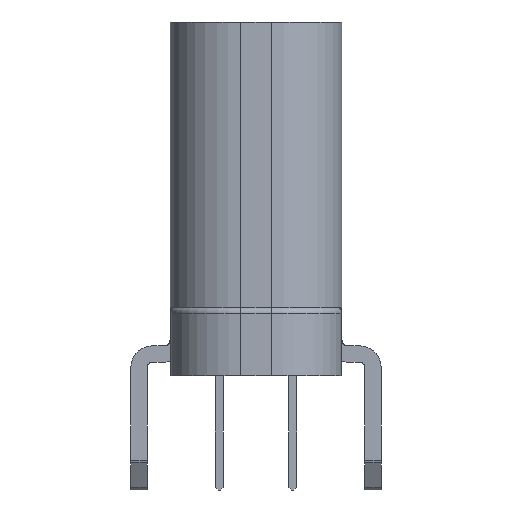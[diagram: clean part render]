
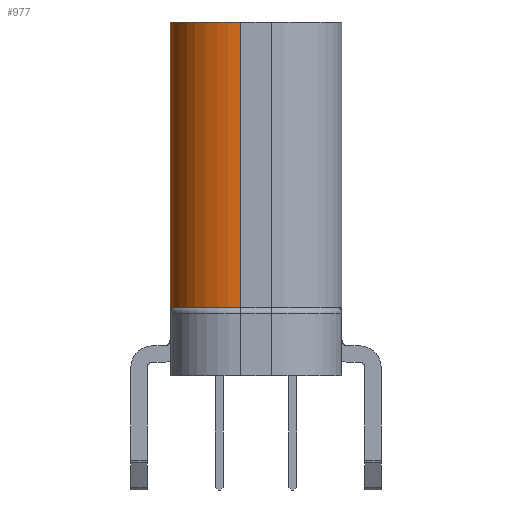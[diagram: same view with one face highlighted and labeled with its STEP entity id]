
A CAD part, left-side view. The second image highlights one B-rep face of the part: STEP entity #977.
In plain terms, the highlighted cylindrical face has radius 1.3 mm (diameter 2.6 mm), a partial arc.
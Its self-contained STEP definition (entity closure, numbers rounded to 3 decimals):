
#977 = ADVANCED_FACE ( 'NONE', ( #9052 ), #29068, .T. ) ;
#1337 = EDGE_CURVE ( 'NONE', #8941, #16807, #33263, .T. ) ;
#2608 = ORIENTED_EDGE ( 'NONE', *, *, #1337, .T. ) ;
#4231 = ORIENTED_EDGE ( 'NONE', *, *, #12599, .T. ) ;
#4587 = DIRECTION ( 'NONE',  ( -1., 0., 0. ) ) ;
#5391 = CARTESIAN_POINT ( 'NONE',  ( -3.17, 0.28, 6.5 ) ) ;
#6134 = DIRECTION ( 'NONE',  ( 0., 0., -1. ) ) ;
#8873 = CARTESIAN_POINT ( 'NONE',  ( -4.47, 0.28, 6.5 ) ) ;
#8941 = VERTEX_POINT ( 'NONE', #9873 ) ;
#9052 = FACE_OUTER_BOUND ( 'NONE', #30809, .T. ) ;
#9808 = AXIS2_PLACEMENT_3D ( 'NONE', #29846, #24666, #35205 ) ;
#9873 = CARTESIAN_POINT ( 'NONE',  ( -3.17, 1.58, 1.25 ) ) ;
#10117 = CARTESIAN_POINT ( 'NONE',  ( -3.17, 0.28, 6.5 ) ) ;
#10330 = EDGE_CURVE ( 'NONE', #27335, #20294, #23665, .T. ) ;
#10580 = ORIENTED_EDGE ( 'NONE', *, *, #17205, .F. ) ;
#12100 = AXIS2_PLACEMENT_3D ( 'NONE', #10117, #23526, #4587 ) ;
#12550 = CARTESIAN_POINT ( 'NONE',  ( -3.17, 1.58, 6.5 ) ) ;
#12599 = EDGE_CURVE ( 'NONE', #27335, #8941, #34330, .T. ) ;
#13787 = CARTESIAN_POINT ( 'NONE',  ( -4.47, 0.28, 6.5 ) ) ;
#16199 = CARTESIAN_POINT ( 'NONE',  ( -4.47, 0.28, 1.25 ) ) ;
#16807 = VERTEX_POINT ( 'NONE', #16199 ) ;
#17205 = EDGE_CURVE ( 'NONE', #20294, #16807, #30593, .T. ) ;
#19295 = VECTOR ( 'NONE', #21639, 1000. ) ;
#20294 = VERTEX_POINT ( 'NONE', #8873 ) ;
#20336 = ORIENTED_EDGE ( 'NONE', *, *, #10330, .F. ) ;
#21461 = CARTESIAN_POINT ( 'NONE',  ( -3.17, 1.58, 6.5 ) ) ;
#21639 = DIRECTION ( 'NONE',  ( 0., 0., -1. ) ) ;
#21971 = AXIS2_PLACEMENT_3D ( 'NONE', #5391, #27693, #22354 ) ;
#22354 = DIRECTION ( 'NONE',  ( 1., 0., 0. ) ) ;
#23526 = DIRECTION ( 'NONE',  ( 0., 0., -1. ) ) ;
#23665 = CIRCLE ( 'NONE', #21971, 1.3 ) ;
#24666 = DIRECTION ( 'NONE',  ( 0., 0., 1. ) ) ;
#25398 = VECTOR ( 'NONE', #6134, 1000. ) ;
#27335 = VERTEX_POINT ( 'NONE', #12550 ) ;
#27693 = DIRECTION ( 'NONE',  ( 0., 0., 1. ) ) ;
#29068 = CYLINDRICAL_SURFACE ( 'NONE', #12100, 1.3 ) ;
#29846 = CARTESIAN_POINT ( 'NONE',  ( -3.17, 0.28, 1.25 ) ) ;
#30593 = LINE ( 'NONE', #13787, #25398 ) ;
#30809 = EDGE_LOOP ( 'NONE', ( #4231, #2608, #10580, #20336 ) ) ;
#33263 = CIRCLE ( 'NONE', #9808, 1.3 ) ;
#34330 = LINE ( 'NONE', #21461, #19295 ) ;
#35205 = DIRECTION ( 'NONE',  ( 1., 0., 0. ) ) ;
